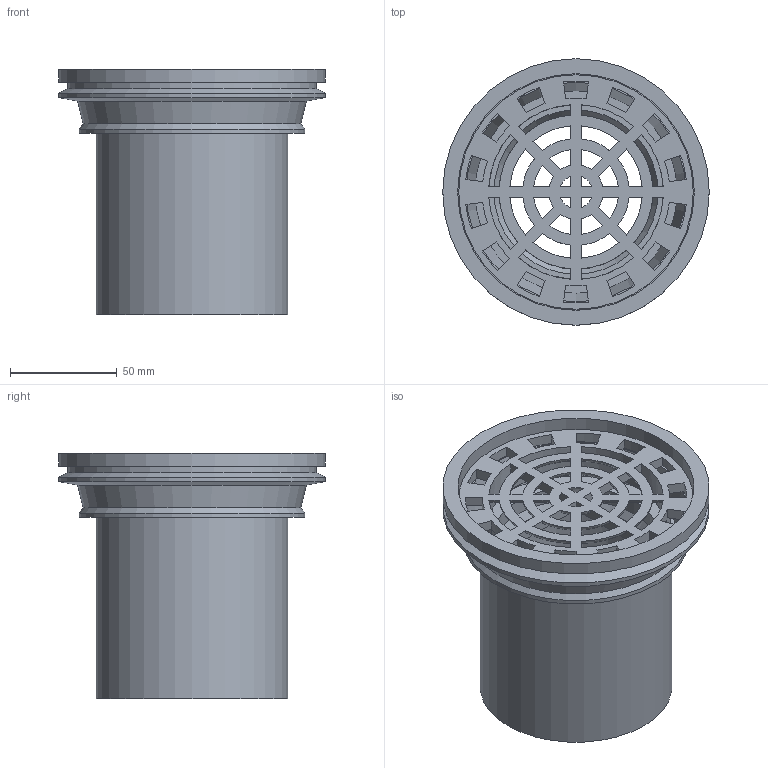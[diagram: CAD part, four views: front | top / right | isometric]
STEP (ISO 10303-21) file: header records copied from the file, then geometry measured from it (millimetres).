
FILE_DESCRIPTION(/* description */ ('STEP AP214'),/* implementation_level */ '2;1');
FILE_NAME(/* name */ '481180001_1(1)',/* time_stamp */ '2022-12-23T08:09:31+01:00',/* author */ ('License CC BY-ND 4.0'),/* organization */ ('CADENAS'),/* preprocessor_version */ 'ST-DEVELOPER v18.102',/* originating_system */ 'PARTsolutions',/* authorisation */ ' ');
FILE_SCHEMA (('AUTOMOTIVE_DESIGN {1 0 10303 214 3 1 1}'));
Length unit declared in the file: millimetre
Products named in the file (4): 481180001_1(1); 482080001(1,85)_P2; 483280001(1); 482080001(1)_P1
Assembly tree (3 placements, depth 2):
  481180001_1(1)
    482080001(1,85)_P2
    483280001(1)
    482080001(1)_P1
Bounding box: 125 x 125 x 115 mm (x, y, z)
Volume: 178711.1 mm3; surface area: 140322.7 mm2
Topology: 3 solids, 3 shells, 142 faces, 460 edges, 302 vertices
Faces by surface type: cylinder 65, plane 48, torus 20, cone 9
Full cylindrical faces by diameter (mm): 76.996 x1, 82 x1, 86.286 x1, 86.4 x1, 90 x1, 105.996 x1, 110 x1, 111 x1, 116.5 x1, 125 x2
Entity records: 5509 total; most frequent: CARTESIAN_POINT 1262, ORIENTED_EDGE 878, DIRECTION 832, EDGE_CURVE 439, AXIS2_PLACEMENT_3D 315, VERTEX_POINT 301, EDGE_LOOP 228, FACE_BOUND 228
